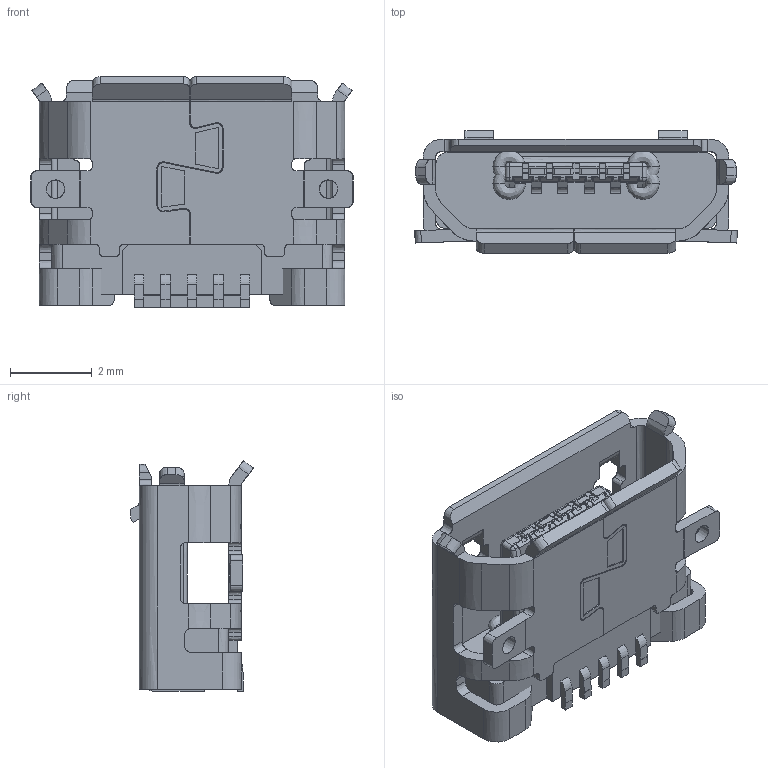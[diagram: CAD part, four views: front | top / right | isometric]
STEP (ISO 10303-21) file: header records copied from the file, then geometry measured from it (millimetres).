
FILE_DESCRIPTION (( 'STEP AP214' ), '1' );
FILE_NAME ('User Library-10118192C.STEP', '2017-03-02T18:36:47', ( 'Windows User' ), ( '' ), 'SwSTEP 2.0', 'SolidWorks 2017', '' );
FILE_SCHEMA (( 'AUTOMOTIVE_DESIGN' ));
Length unit declared in the file: millimetre
Products named in the file (1): User Library-10118192C
Bounding box: 7.91 x 3.01 x 5.66 mm (x, y, z)
Volume: 46.8 mm3; surface area: 277.1 mm2
Topology: 2 solids, 2 shells, 636 faces, 1794 edges, 1154 vertices
Faces by surface type: plane 360, bspline 276
Entity records: 30162 total; most frequent: CARTESIAN_POINT 16336, ORIENTED_EDGE 3584, EDGE_CURVE 1792, DIRECTION 1658, VERTEX_POINT 1154, VECTOR 872, LINE 872, B_SPLINE_CURVE_WITH_KNOTS 862
